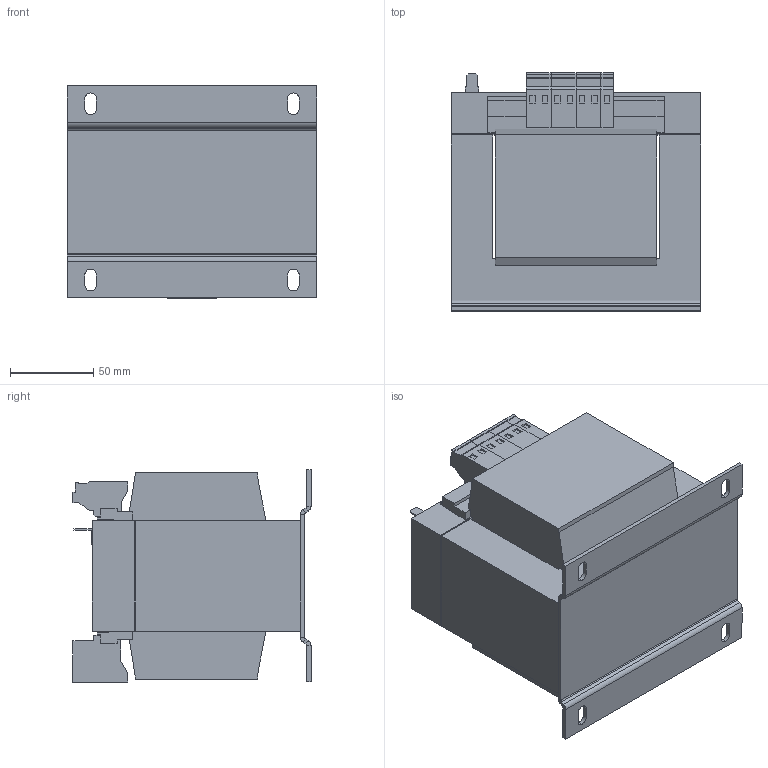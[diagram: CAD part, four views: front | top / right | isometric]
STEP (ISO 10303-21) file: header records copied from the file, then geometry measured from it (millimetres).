
FILE_DESCRIPTION (( 'STEP AP214' ), '1' );
FILE_NAME ('205581.STEP', '2020-05-29T04:47:05', ( '' ), ( '' ), 'SwSTEP 2.0', 'SolidWorks 2018', '' );
FILE_SCHEMA (( 'AUTOMOTIVE_DESIGN' ));
Length unit declared in the file: millimetre
Products named in the file (1): 205581
Bounding box: 150 x 143.25 x 127.65 mm (x, y, z)
Volume: 1789252.9 mm3; surface area: 161224.6 mm2
Topology: 1 solids, 1 shells, 326 faces, 805 edges, 501 vertices
Faces by surface type: plane 284, cylinder 42
Entity records: 9435 total; most frequent: CARTESIAN_POINT 1633, ORIENTED_EDGE 1610, DIRECTION 1543, EDGE_CURVE 805, LINE 721, VECTOR 721, VERTEX_POINT 501, AXIS2_PLACEMENT_3D 411
